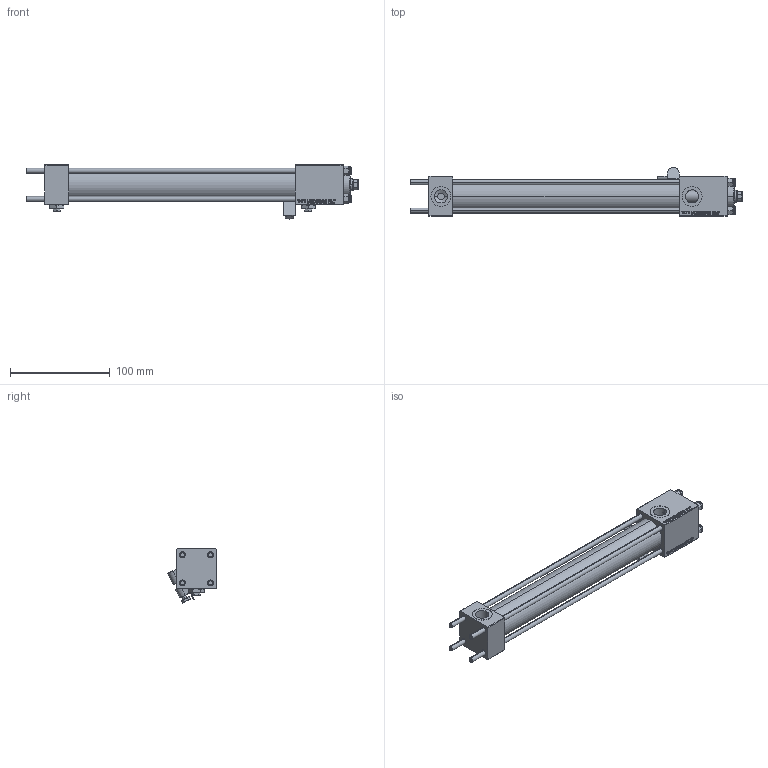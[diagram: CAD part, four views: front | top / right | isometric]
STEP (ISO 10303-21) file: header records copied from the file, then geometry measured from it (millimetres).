
FILE_DESCRIPTION (( 'STEP AP203' ), '1' );
FILE_NAME ('b054.STEP', '2023-08-22T23:35:07', ( '' ), ( '' ), 'SwSTEP 2.0', 'SolidWorks 2019', '' );
FILE_SCHEMA (( 'CONFIG_CONTROL_DESIGN' ));
Length unit declared in the file: millimetre
Products named in the file (8): NUT_M5 1fbb1f618c751d75c6ec02afb2343d41; CR025_012_A_0_G_A_G_M_020_+#_##_TYCINKA 1fbb1f618c751d75c6ec02afb2343d41; V215CR_VCP 1fbb1f618c751d75c6ec02afb2343d41; V215_VC_A 1fbb1f618c751d75c6ec02afb2343d41; V215CR_BODY_A 1fbb1f618c751d75c6ec02afb2343d41; b054; MSRF_MSRG1 1fbb1f618c751d75c6ec02afb2343d41; Zatka_pro_OIL_PORT 1fbb1f618c751d75c6ec02afb2343d41
Assembly tree (14 placements, depth 2):
  b054
    V215CR_BODY_A 1fbb1f618c751d75c6ec02afb2343d41
    CR025_012_A_0_G_A_G_M_020_+#_##_TYCINKA 1fbb1f618c751d75c6ec02afb2343d41  x4
    NUT_M5 1fbb1f618c751d75c6ec02afb2343d41  x4
    V215CR_VCP 1fbb1f618c751d75c6ec02afb2343d41
    V215_VC_A 1fbb1f618c751d75c6ec02afb2343d41
    MSRF_MSRG1 1fbb1f618c751d75c6ec02afb2343d41
    Zatka_pro_OIL_PORT 1fbb1f618c751d75c6ec02afb2343d41  x2
Bounding box: 333 x 48.93 x 54.35 mm (x, y, z)
Volume: 228866.9 mm3; surface area: 112477.4 mm2
Topology: 14 solids, 14 shells, 1264 faces, 3153 edges, 2031 vertices
Faces by surface type: plane 582, bspline 392, cone 178, cylinder 104, torus 8
Entity records: 52825 total; most frequent: CARTESIAN_POINT 27820, ORIENTED_EDGE 5606, DIRECTION 3617, EDGE_CURVE 2803, VERTEX_POINT 1829, LINE 1681, VECTOR 1681, EDGE_LOOP 1238
